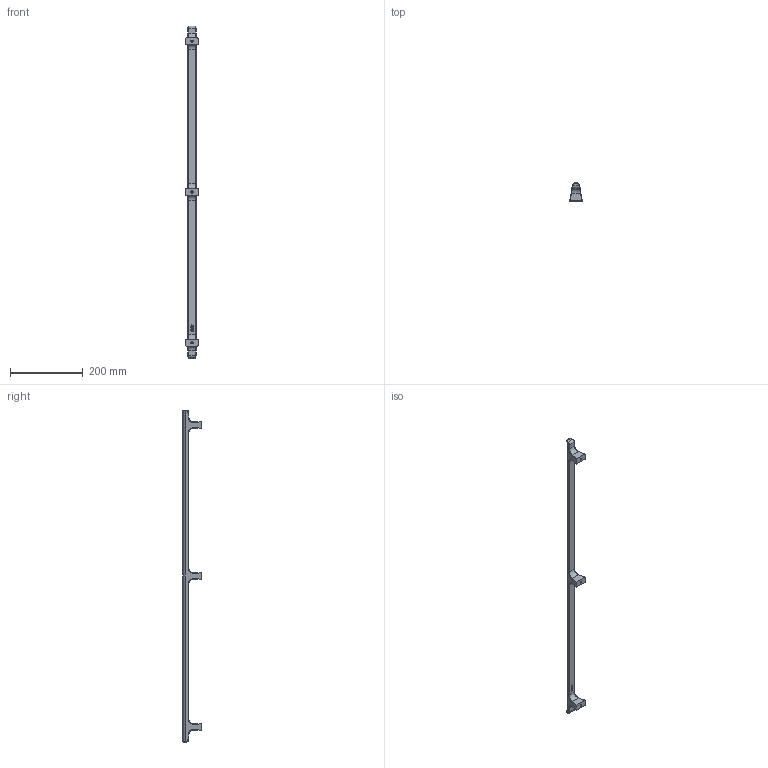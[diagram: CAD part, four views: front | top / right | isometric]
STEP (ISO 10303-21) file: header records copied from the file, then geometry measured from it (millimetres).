
FILE_DESCRIPTION(/* description */ (''),/* implementation_level */ '2;1');
FILE_NAME(/* name */ '0687_832_01.stp',/* time_stamp */ '2024-09-09T15:08:37+02:00',/* author */ ('mantolin'),/* organization */ (''),/* preprocessor_version */ 'ST-DEVELOPER v18.1',/* originating_system */ 'Autodesk Inventor 2022',/* authorisation */ '');
FILE_SCHEMA (('AUTOMOTIVE_DESIGN { 1 0 10303 214 3 1 1 }'));
Length unit declared in the file: millimetre
Products named in the file (1): 0687_832_01
Bounding box: 35 x 50.78 x 915.5 mm (x, y, z)
Volume: 322703.5 mm3; surface area: 70573.7 mm2
Topology: 1 solids, 1 shells, 140 faces, 342 edges, 214 vertices
Faces by surface type: plane 67, cylinder 49, bspline 16, cone 6, torus 2
Full cylindrical faces by diameter (mm): 2.367 x1, 4.917 x3
Entity records: 4702 total; most frequent: CARTESIAN_POINT 1320, DIRECTION 708, ORIENTED_EDGE 678, EDGE_CURVE 339, AXIS2_PLACEMENT_3D 244, LINE 220, VECTOR 220, VERTEX_POINT 214
